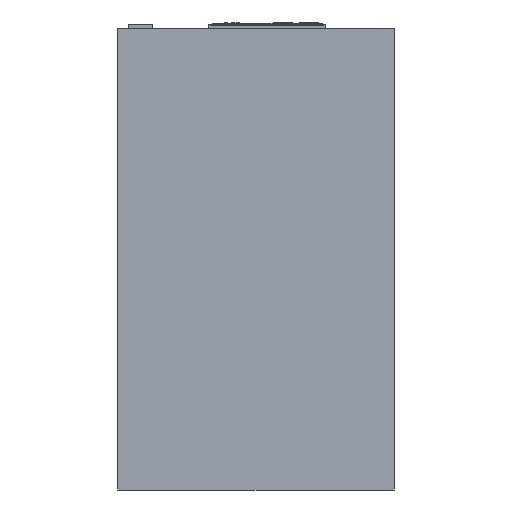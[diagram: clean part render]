
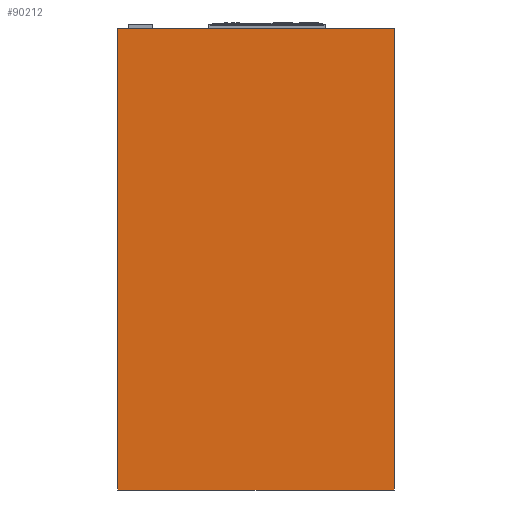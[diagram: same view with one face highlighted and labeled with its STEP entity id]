
A CAD part, front view. The second image highlights one B-rep face of the part: STEP entity #90212.
In plain terms, the highlighted planar face has unit normal (0, -1, 0).
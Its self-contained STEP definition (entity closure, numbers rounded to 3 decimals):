
#941 = CARTESIAN_POINT ( 'NONE',  ( -300., -800., 0. ) ) ;
#1532 = VECTOR ( 'NONE', #31404, 1000. ) ;
#2292 = CARTESIAN_POINT ( 'NONE',  ( -300., -800., 1000. ) ) ;
#5132 = EDGE_CURVE ( 'NONE', #5222, #26981, #60633, .T. ) ;
#5222 = VERTEX_POINT ( 'NONE', #62532 ) ;
#7747 = ORIENTED_EDGE ( 'NONE', *, *, #5132, .F. ) ;
#8670 = ORIENTED_EDGE ( 'NONE', *, *, #80632, .T. ) ;
#12517 = VECTOR ( 'NONE', #90280, 1000. ) ;
#15884 = PLANE ( 'NONE',  #59944 ) ;
#19137 = VECTOR ( 'NONE', #19386, 1000. ) ;
#19262 = LINE ( 'NONE', #2292, #70452 ) ;
#19386 = DIRECTION ( 'NONE',  ( 1., 0., 0. ) ) ;
#22319 = CARTESIAN_POINT ( 'NONE',  ( 300., -800., 0. ) ) ;
#26981 = VERTEX_POINT ( 'NONE', #22319 ) ;
#28115 = VERTEX_POINT ( 'NONE', #941 ) ;
#31404 = DIRECTION ( 'NONE',  ( 1., 0., 0. ) ) ;
#36375 = ORIENTED_EDGE ( 'NONE', *, *, #67437, .F. ) ;
#38758 = CARTESIAN_POINT ( 'NONE',  ( 300., -800., 1000. ) ) ;
#39209 = DIRECTION ( 'NONE',  ( 0., 0., 1. ) ) ;
#49983 = EDGE_CURVE ( 'NONE', #28115, #26981, #57765, .T. ) ;
#53001 = VERTEX_POINT ( 'NONE', #73070 ) ;
#54791 = DIRECTION ( 'NONE',  ( 0., 0., -1. ) ) ;
#56815 = CARTESIAN_POINT ( 'NONE',  ( -300., -800., 0. ) ) ;
#57765 = LINE ( 'NONE', #56815, #19137 ) ;
#59944 = AXIS2_PLACEMENT_3D ( 'NONE', #75703, #76174, #39209 ) ;
#60633 = LINE ( 'NONE', #38758, #12517 ) ;
#62532 = CARTESIAN_POINT ( 'NONE',  ( 300., -800., 1000. ) ) ;
#67437 = EDGE_CURVE ( 'NONE', #53001, #5222, #89778, .T. ) ;
#69292 = ORIENTED_EDGE ( 'NONE', *, *, #49983, .T. ) ;
#69346 = FACE_OUTER_BOUND ( 'NONE', #87171, .T. ) ;
#70452 = VECTOR ( 'NONE', #54791, 1000. ) ;
#73070 = CARTESIAN_POINT ( 'NONE',  ( -300., -800., 1000. ) ) ;
#75703 = CARTESIAN_POINT ( 'NONE',  ( -300., -800., 1000. ) ) ;
#76174 = DIRECTION ( 'NONE',  ( 0., 1., 0. ) ) ;
#80632 = EDGE_CURVE ( 'NONE', #53001, #28115, #19262, .T. ) ;
#83911 = CARTESIAN_POINT ( 'NONE',  ( -300., -800., 1000. ) ) ;
#87171 = EDGE_LOOP ( 'NONE', ( #69292, #7747, #36375, #8670 ) ) ;
#89778 = LINE ( 'NONE', #83911, #1532 ) ;
#90212 = ADVANCED_FACE ( 'NONE', ( #69346 ), #15884, .F. ) ;
#90280 = DIRECTION ( 'NONE',  ( 0., 0., -1. ) ) ;
